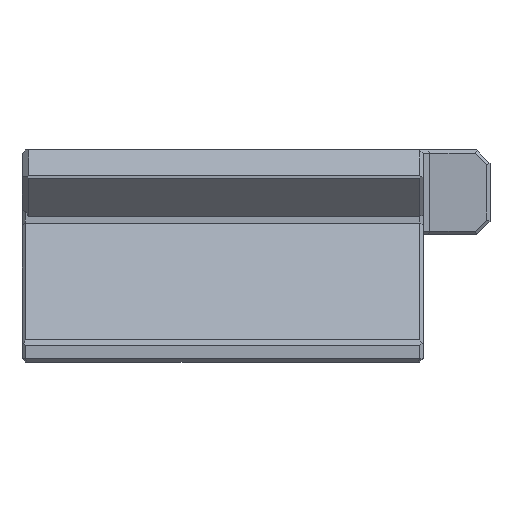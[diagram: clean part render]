
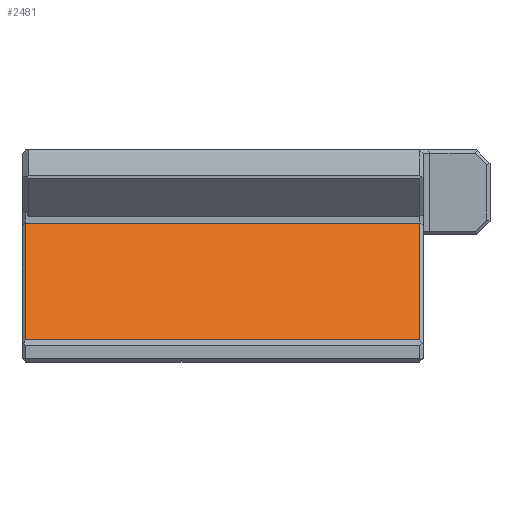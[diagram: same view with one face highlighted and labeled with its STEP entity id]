
A CAD part, left-side view. The second image highlights one B-rep face of the part: STEP entity #2481.
In plain terms, the highlighted planar face has unit normal (-0.643, 0, 0.766).
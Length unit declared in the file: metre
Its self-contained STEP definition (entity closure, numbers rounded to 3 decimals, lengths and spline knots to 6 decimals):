
#157=ORIENTED_EDGE('',*,*,#880,.T.);
#158=ORIENTED_EDGE('',*,*,#881,.T.);
#159=ORIENTED_EDGE('',*,*,#882,.T.);
#160=ORIENTED_EDGE('',*,*,#878,.T.);
#878=EDGE_CURVE('',#1239,#1238,#1459,.T.);
#880=EDGE_CURVE('',#1238,#1240,#1461,.T.);
#881=EDGE_CURVE('',#1240,#1241,#1462,.T.);
#882=EDGE_CURVE('',#1241,#1239,#1463,.T.);
#1238=VERTEX_POINT('',#3691);
#1239=VERTEX_POINT('',#3693);
#1240=VERTEX_POINT('',#3697);
#1241=VERTEX_POINT('',#3699);
#1459=LINE('',#3692,#1808);
#1461=LINE('',#3696,#1810);
#1462=LINE('',#3698,#1811);
#1463=LINE('',#3700,#1812);
#1808=VECTOR('',#2932,1.);
#1810=VECTOR('',#2936,1.);
#1811=VECTOR('',#2937,1.);
#1812=VECTOR('',#2938,1.);
#2057=EDGE_LOOP('',(#157,#158,#159,#160));
#2201=FACE_BOUND('',#2057,.T.);
#2345=PLANE('',#2641);
#2481=ADVANCED_FACE('',(#2201),#2345,.F.);
#2641=AXIS2_PLACEMENT_3D('',#3695,#2934,#2935);
#2932=DIRECTION('',(0.,1.,0.));
#2934=DIRECTION('',(0.643,0.,-0.766));
#2935=DIRECTION('',(-0.766,0.,-0.643));
#2936=DIRECTION('',(-0.766,0.,-0.643));
#2937=DIRECTION('',(0.,-1.,0.));
#2938=DIRECTION('',(0.766,0.,0.643));
#3691=CARTESIAN_POINT('',(-0.0188,-0.0005,-0.002));
#3692=CARTESIAN_POINT('',(-0.0188,-0.06,-0.002));
#3693=CARTESIAN_POINT('',(-0.0188,-0.0595,-0.002));
#3695=CARTESIAN_POINT('',(-0.0294,-0.06,-0.010894));
#3696=CARTESIAN_POINT('',(-0.0294,-0.0005,-0.010894));
#3697=CARTESIAN_POINT('',(-0.039617,-0.0005,-0.019468));
#3698=CARTESIAN_POINT('',(-0.039617,-0.06,-0.019468));
#3699=CARTESIAN_POINT('',(-0.039617,-0.0595,-0.019468));
#3700=CARTESIAN_POINT('',(-0.0188,-0.0595,-0.002));
